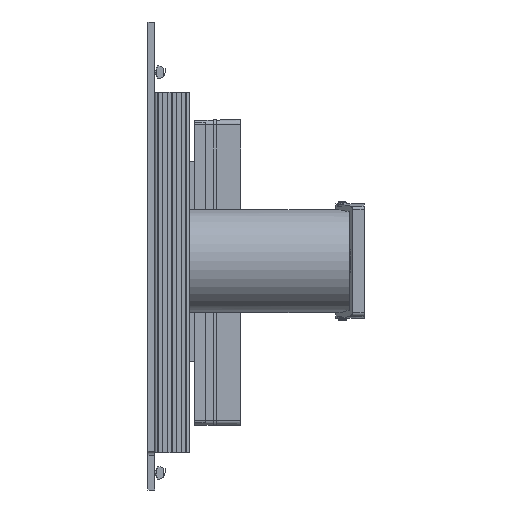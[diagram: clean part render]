
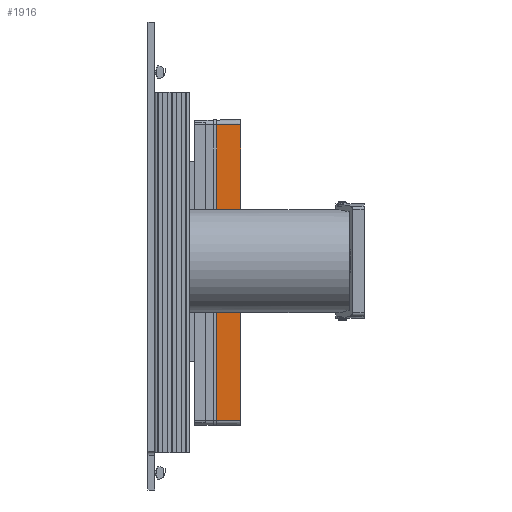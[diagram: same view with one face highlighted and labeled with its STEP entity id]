
A CAD part, left-side view. The second image highlights one B-rep face of the part: STEP entity #1916.
In plain terms, the highlighted face is planar.
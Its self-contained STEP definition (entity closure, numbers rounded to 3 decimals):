
#4 = VERTEX_POINT ( 'NONE', #18787 ) ;
#81 = EDGE_CURVE ( 'NONE', #1009, #4, #8770, .T. ) ;
#247 = EDGE_CURVE ( 'NONE', #3572, #9551, #20104, .T. ) ;
#625 = VECTOR ( 'NONE', #5507, 1000. ) ;
#1009 = VERTEX_POINT ( 'NONE', #5227 ) ;
#1916 = ADVANCED_FACE ( 'NONE', ( #18327 ), #19311, .T. ) ;
#2470 = DIRECTION ( 'NONE',  ( 0., -0.999, -0.036 ) ) ;
#2838 = ORIENTED_EDGE ( 'NONE', *, *, #247, .F. ) ;
#2916 = DIRECTION ( 'NONE',  ( 0., -0.999, -0.036 ) ) ;
#3572 = VERTEX_POINT ( 'NONE', #4335 ) ;
#3967 = CARTESIAN_POINT ( 'NONE',  ( 129., -40., -79. ) ) ;
#3984 = VECTOR ( 'NONE', #2470, 1000. ) ;
#4335 = CARTESIAN_POINT ( 'NONE',  ( -129., -19., -78.25 ) ) ;
#5227 = CARTESIAN_POINT ( 'NONE',  ( 129., -19., -78.25 ) ) ;
#5411 = ORIENTED_EDGE ( 'NONE', *, *, #17040, .F. ) ;
#5507 = DIRECTION ( 'NONE',  ( -1., 0., 0. ) ) ;
#7473 = VECTOR ( 'NONE', #16276, 1000. ) ;
#8770 = LINE ( 'NONE', #9427, #3984 ) ;
#9273 = CARTESIAN_POINT ( 'NONE',  ( 129., -19., -78.25 ) ) ;
#9427 = CARTESIAN_POINT ( 'NONE',  ( 129., -19., -78.25 ) ) ;
#9551 = VERTEX_POINT ( 'NONE', #16054 ) ;
#10194 = DIRECTION ( 'NONE',  ( 0., 0.036, -0.999 ) ) ;
#13072 = ORIENTED_EDGE ( 'NONE', *, *, #81, .T. ) ;
#14284 = VECTOR ( 'NONE', #2916, 1000. ) ;
#16028 = EDGE_LOOP ( 'NONE', ( #13072, #21343, #2838, #5411 ) ) ;
#16054 = CARTESIAN_POINT ( 'NONE',  ( -129., -40., -79. ) ) ;
#16276 = DIRECTION ( 'NONE',  ( -1., 0., 0. ) ) ;
#16453 = LINE ( 'NONE', #3967, #625 ) ;
#16919 = CARTESIAN_POINT ( 'NONE',  ( -129., -19., -78.25 ) ) ;
#17040 = EDGE_CURVE ( 'NONE', #1009, #3572, #19965, .T. ) ;
#18327 = FACE_OUTER_BOUND ( 'NONE', #16028, .T. ) ;
#18787 = CARTESIAN_POINT ( 'NONE',  ( 129., -40., -79. ) ) ;
#19311 = PLANE ( 'NONE',  #20256 ) ;
#19965 = LINE ( 'NONE', #9273, #7473 ) ;
#20104 = LINE ( 'NONE', #16919, #14284 ) ;
#20256 = AXIS2_PLACEMENT_3D ( 'NONE', #20779, #10194, #22513 ) ;
#20779 = CARTESIAN_POINT ( 'NONE',  ( 129., -19., -78.25 ) ) ;
#21094 = EDGE_CURVE ( 'NONE', #4, #9551, #16453, .T. ) ;
#21343 = ORIENTED_EDGE ( 'NONE', *, *, #21094, .T. ) ;
#22513 = DIRECTION ( 'NONE',  ( 0., 0.999, 0.036 ) ) ;
